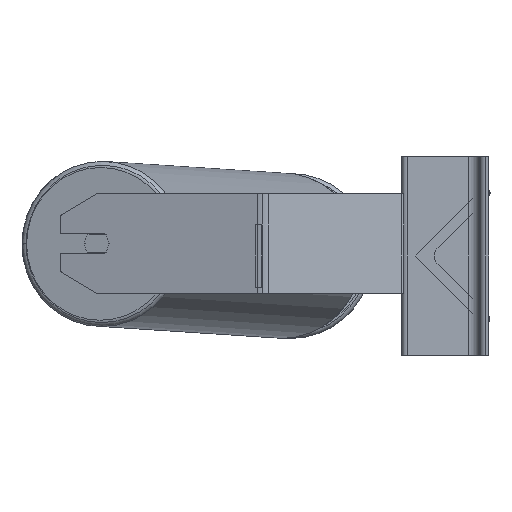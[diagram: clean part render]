
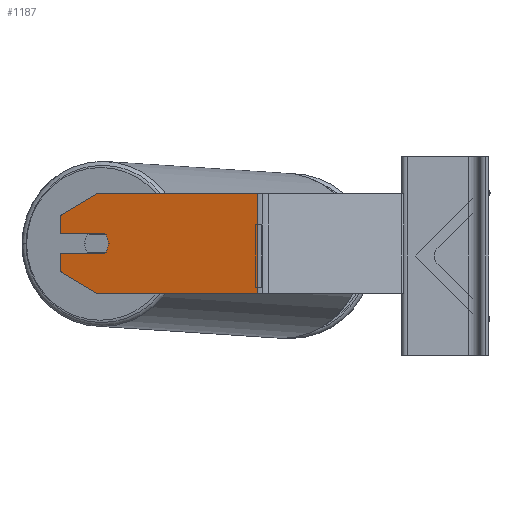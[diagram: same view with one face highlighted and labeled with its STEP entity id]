
A CAD part, left-side view. The second image highlights one B-rep face of the part: STEP entity #1187.
In plain terms, the highlighted planar face has unit normal (-0.966, 0.259, 0).
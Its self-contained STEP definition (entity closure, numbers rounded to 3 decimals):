
#287 = DIRECTION ( 'NONE',  ( -0.259, -0.966, 0. ) ) ;
#345 = VERTEX_POINT ( 'NONE', #3290 ) ;
#571 = VECTOR ( 'NONE', #2319, 1000. ) ;
#777 = DIRECTION ( 'NONE',  ( 0., 0., -1. ) ) ;
#991 = VECTOR ( 'NONE', #6734, 1000. ) ;
#1096 = DIRECTION ( 'NONE',  ( 0.259, 0.966, 0. ) ) ;
#1114 = DIRECTION ( 'NONE',  ( 0.259, 0.966, 0. ) ) ;
#1187 = ADVANCED_FACE ( 'NONE', ( #1899 ), #3419, .F. ) ;
#1440 = VECTOR ( 'NONE', #10137, 1000. ) ;
#1588 = VECTOR ( 'NONE', #5639, 1000. ) ;
#1702 = EDGE_LOOP ( 'NONE', ( #10596, #7557, #5993, #5359, #7793, #9305, #5660, #5998, #6631, #6624, #5439 ) ) ;
#1899 = FACE_OUTER_BOUND ( 'NONE', #1702, .T. ) ;
#2012 = CARTESIAN_POINT ( 'NONE',  ( -874.39, 285.574, 32.679 ) ) ;
#2072 = VERTEX_POINT ( 'NONE', #4821 ) ;
#2078 = VECTOR ( 'NONE', #1114, 1000. ) ;
#2118 = VERTEX_POINT ( 'NONE', #5685 ) ;
#2319 = DIRECTION ( 'NONE',  ( -0.259, -0.966, 0. ) ) ;
#2364 = VERTEX_POINT ( 'NONE', #2012 ) ;
#2564 = EDGE_CURVE ( 'NONE', #2890, #8488, #9168, .T. ) ;
#2764 = VERTEX_POINT ( 'NONE', #3736 ) ;
#2826 = CARTESIAN_POINT ( 'NONE',  ( -883.707, 250.801, 2. ) ) ;
#2890 = VERTEX_POINT ( 'NONE', #3213 ) ;
#3213 = CARTESIAN_POINT ( 'NONE',  ( -882.154, 256.597, 50. ) ) ;
#3290 = CARTESIAN_POINT ( 'NONE',  ( -874.39, 285.574, 18. ) ) ;
#3350 = VECTOR ( 'NONE', #9124, 1000. ) ;
#3413 = CARTESIAN_POINT ( 'NONE',  ( -874.39, 285.574, 50. ) ) ;
#3419 = PLANE ( 'NONE',  #4744 ) ;
#3435 = CIRCLE ( 'NONE', #3605, 10. ) ;
#3506 = EDGE_CURVE ( 'NONE', #2890, #2364, #7661, .T. ) ;
#3605 = AXIS2_PLACEMENT_3D ( 'NONE', #6647, #5788, #287 ) ;
#3736 = CARTESIAN_POINT ( 'NONE',  ( -884.743, 246.937, 10. ) ) ;
#3746 = CARTESIAN_POINT ( 'NONE',  ( -874.39, 285.574, 50. ) ) ;
#4081 = CARTESIAN_POINT ( 'NONE',  ( -882.154, 256.597, -30. ) ) ;
#4233 = EDGE_CURVE ( 'NONE', #2118, #4551, #8220, .T. ) ;
#4248 = VERTEX_POINT ( 'NONE', #8127 ) ;
#4351 = CARTESIAN_POINT ( 'NONE',  ( -916.943, 126.764, 50. ) ) ;
#4455 = DIRECTION ( 'NONE',  ( 0., 0., -1. ) ) ;
#4551 = VERTEX_POINT ( 'NONE', #2826 ) ;
#4618 = DIRECTION ( 'NONE',  ( -0.259, -0.966, 0. ) ) ;
#4744 = AXIS2_PLACEMENT_3D ( 'NONE', #8407, #8465, #1096 ) ;
#4786 = EDGE_CURVE ( 'NONE', #8488, #4248, #5279, .T. ) ;
#4821 = CARTESIAN_POINT ( 'NONE',  ( -883.707, 250.801, 18. ) ) ;
#4927 = CARTESIAN_POINT ( 'NONE',  ( -882.154, 256.597, -30. ) ) ;
#5057 = VECTOR ( 'NONE', #777, 1000. ) ;
#5116 = EDGE_CURVE ( 'NONE', #2764, #2072, #5877, .T. ) ;
#5279 = LINE ( 'NONE', #4351, #5895 ) ;
#5359 = ORIENTED_EDGE ( 'NONE', *, *, #4786, .F. ) ;
#5430 = CARTESIAN_POINT ( 'NONE',  ( -874.39, 285.574, 18. ) ) ;
#5439 = ORIENTED_EDGE ( 'NONE', *, *, #4233, .F. ) ;
#5624 = CARTESIAN_POINT ( 'NONE',  ( -874.39, 285.574, 50. ) ) ;
#5639 = DIRECTION ( 'NONE',  ( -0.224, -0.837, -0.5 ) ) ;
#5660 = ORIENTED_EDGE ( 'NONE', *, *, #6522, .T. ) ;
#5685 = CARTESIAN_POINT ( 'NONE',  ( -874.39, 285.574, 2. ) ) ;
#5778 = VERTEX_POINT ( 'NONE', #9359 ) ;
#5780 = CARTESIAN_POINT ( 'NONE',  ( -874.39, 285.574, 32.679 ) ) ;
#5788 = DIRECTION ( 'NONE',  ( -0.966, 0.259, 0. ) ) ;
#5877 = CIRCLE ( 'NONE', #7449, 10. ) ;
#5895 = VECTOR ( 'NONE', #4455, 1000. ) ;
#5993 = ORIENTED_EDGE ( 'NONE', *, *, #6938, .T. ) ;
#5998 = ORIENTED_EDGE ( 'NONE', *, *, #10040, .F. ) ;
#6522 = EDGE_CURVE ( 'NONE', #2364, #345, #6846, .T. ) ;
#6620 = EDGE_CURVE ( 'NONE', #2118, #5778, #9723, .T. ) ;
#6624 = ORIENTED_EDGE ( 'NONE', *, *, #9003, .F. ) ;
#6631 = ORIENTED_EDGE ( 'NONE', *, *, #5116, .F. ) ;
#6647 = CARTESIAN_POINT ( 'NONE',  ( -882.154, 256.597, 10. ) ) ;
#6734 = DIRECTION ( 'NONE',  ( -0.259, -0.966, 0. ) ) ;
#6816 = CARTESIAN_POINT ( 'NONE',  ( -882.154, 256.597, 10. ) ) ;
#6846 = LINE ( 'NONE', #3746, #1440 ) ;
#6938 = EDGE_CURVE ( 'NONE', #10089, #4248, #9541, .T. ) ;
#7057 = CARTESIAN_POINT ( 'NONE',  ( -874.39, 285.574, -30. ) ) ;
#7318 = EDGE_CURVE ( 'NONE', #5778, #10089, #8805, .T. ) ;
#7435 = CARTESIAN_POINT ( 'NONE',  ( -874.39, 285.574, 2. ) ) ;
#7449 = AXIS2_PLACEMENT_3D ( 'NONE', #6816, #8533, #7586 ) ;
#7557 = ORIENTED_EDGE ( 'NONE', *, *, #7318, .T. ) ;
#7586 = DIRECTION ( 'NONE',  ( -0.259, -0.966, 0. ) ) ;
#7661 = LINE ( 'NONE', #5780, #3350 ) ;
#7793 = ORIENTED_EDGE ( 'NONE', *, *, #2564, .F. ) ;
#8127 = CARTESIAN_POINT ( 'NONE',  ( -916.943, 126.764, -30. ) ) ;
#8220 = LINE ( 'NONE', #7435, #571 ) ;
#8271 = VECTOR ( 'NONE', #4618, 1000. ) ;
#8407 = CARTESIAN_POINT ( 'NONE',  ( -874.39, 285.574, 50. ) ) ;
#8465 = DIRECTION ( 'NONE',  ( 0.966, -0.259, 0. ) ) ;
#8488 = VERTEX_POINT ( 'NONE', #10085 ) ;
#8533 = DIRECTION ( 'NONE',  ( -0.966, 0.259, 0. ) ) ;
#8805 = LINE ( 'NONE', #4927, #1588 ) ;
#9003 = EDGE_CURVE ( 'NONE', #4551, #2764, #3435, .T. ) ;
#9124 = DIRECTION ( 'NONE',  ( 0.224, 0.837, -0.5 ) ) ;
#9168 = LINE ( 'NONE', #3413, #991 ) ;
#9305 = ORIENTED_EDGE ( 'NONE', *, *, #3506, .T. ) ;
#9359 = CARTESIAN_POINT ( 'NONE',  ( -874.39, 285.574, -12.679 ) ) ;
#9515 = LINE ( 'NONE', #5430, #2078 ) ;
#9541 = LINE ( 'NONE', #7057, #8271 ) ;
#9723 = LINE ( 'NONE', #5624, #5057 ) ;
#10040 = EDGE_CURVE ( 'NONE', #2072, #345, #9515, .T. ) ;
#10085 = CARTESIAN_POINT ( 'NONE',  ( -916.943, 126.764, 50. ) ) ;
#10089 = VERTEX_POINT ( 'NONE', #4081 ) ;
#10137 = DIRECTION ( 'NONE',  ( 0., 0., -1. ) ) ;
#10596 = ORIENTED_EDGE ( 'NONE', *, *, #6620, .T. ) ;
